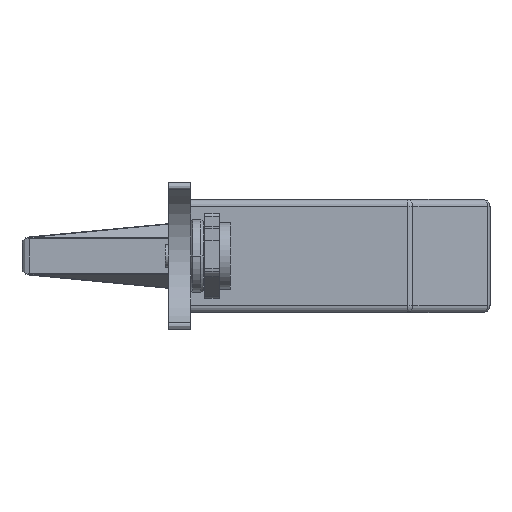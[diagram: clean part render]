
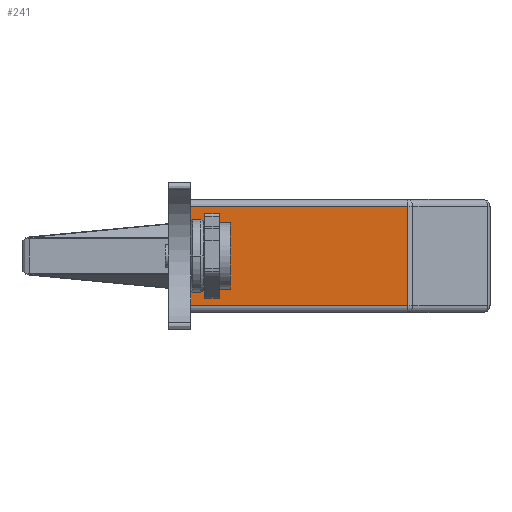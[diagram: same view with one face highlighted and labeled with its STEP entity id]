
A CAD part, left-side view. The second image highlights one B-rep face of the part: STEP entity #241.
In plain terms, the highlighted face is planar.
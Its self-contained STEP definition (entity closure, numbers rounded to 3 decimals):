
#86 = DIRECTION ( 'NONE',  ( 1., 0., 0. ) ) ;
#241 = ADVANCED_FACE ( 'NONE', ( #8468 ), #1115, .F. ) ;
#393 = CARTESIAN_POINT ( 'NONE',  ( 27.3, -33.75, 11.25 ) ) ;
#1115 = PLANE ( 'NONE',  #2351 ) ;
#1595 = CARTESIAN_POINT ( 'NONE',  ( 16.086, -33.75, 12.25 ) ) ;
#1693 = DIRECTION ( 'NONE',  ( 0., 0., 1. ) ) ;
#1704 = VECTOR ( 'NONE', #1693, 1000. ) ;
#2119 = CARTESIAN_POINT ( 'NONE',  ( 16.086, -33.75, 11.25 ) ) ;
#2196 = ORIENTED_EDGE ( 'NONE', *, *, #8567, .T. ) ;
#2351 = AXIS2_PLACEMENT_3D ( 'NONE', #5505, #3485, #4781 ) ;
#2384 = VECTOR ( 'NONE', #6498, 1000. ) ;
#3023 = CARTESIAN_POINT ( 'NONE',  ( -13.5, -33.75, -2.25 ) ) ;
#3066 = VERTEX_POINT ( 'NONE', #2119 ) ;
#3395 = LINE ( 'NONE', #393, #8585 ) ;
#3485 = DIRECTION ( 'NONE',  ( 0., 1., 0. ) ) ;
#4104 = EDGE_CURVE ( 'NONE', #4568, #4912, #5313, .T. ) ;
#4450 = EDGE_CURVE ( 'NONE', #4912, #3066, #5300, .T. ) ;
#4568 = VERTEX_POINT ( 'NONE', #3023 ) ;
#4781 = DIRECTION ( 'NONE',  ( -1., 0., 0. ) ) ;
#4912 = VERTEX_POINT ( 'NONE', #6924 ) ;
#5300 = LINE ( 'NONE', #1595, #1704 ) ;
#5313 = LINE ( 'NONE', #6172, #7316 ) ;
#5505 = CARTESIAN_POINT ( 'NONE',  ( 27.3, -33.75, 12.25 ) ) ;
#5881 = VERTEX_POINT ( 'NONE', #7723 ) ;
#6172 = CARTESIAN_POINT ( 'NONE',  ( 27.3, -33.75, -2.25 ) ) ;
#6330 = DIRECTION ( 'NONE',  ( -1., 0., 0. ) ) ;
#6498 = DIRECTION ( 'NONE',  ( 0., 0., -1. ) ) ;
#6924 = CARTESIAN_POINT ( 'NONE',  ( 16.086, -33.75, -2.25 ) ) ;
#7102 = ORIENTED_EDGE ( 'NONE', *, *, #4104, .T. ) ;
#7139 = ORIENTED_EDGE ( 'NONE', *, *, #4450, .T. ) ;
#7316 = VECTOR ( 'NONE', #86, 1000. ) ;
#7723 = CARTESIAN_POINT ( 'NONE',  ( -13.5, -33.75, 11.25 ) ) ;
#7843 = ORIENTED_EDGE ( 'NONE', *, *, #8058, .T. ) ;
#8058 = EDGE_CURVE ( 'NONE', #3066, #5881, #3395, .T. ) ;
#8153 = LINE ( 'NONE', #8199, #2384 ) ;
#8199 = CARTESIAN_POINT ( 'NONE',  ( -13.5, -33.75, 12.25 ) ) ;
#8468 = FACE_OUTER_BOUND ( 'NONE', #9425, .T. ) ;
#8567 = EDGE_CURVE ( 'NONE', #5881, #4568, #8153, .T. ) ;
#8585 = VECTOR ( 'NONE', #6330, 1000. ) ;
#9425 = EDGE_LOOP ( 'NONE', ( #7139, #7843, #2196, #7102 ) ) ;
